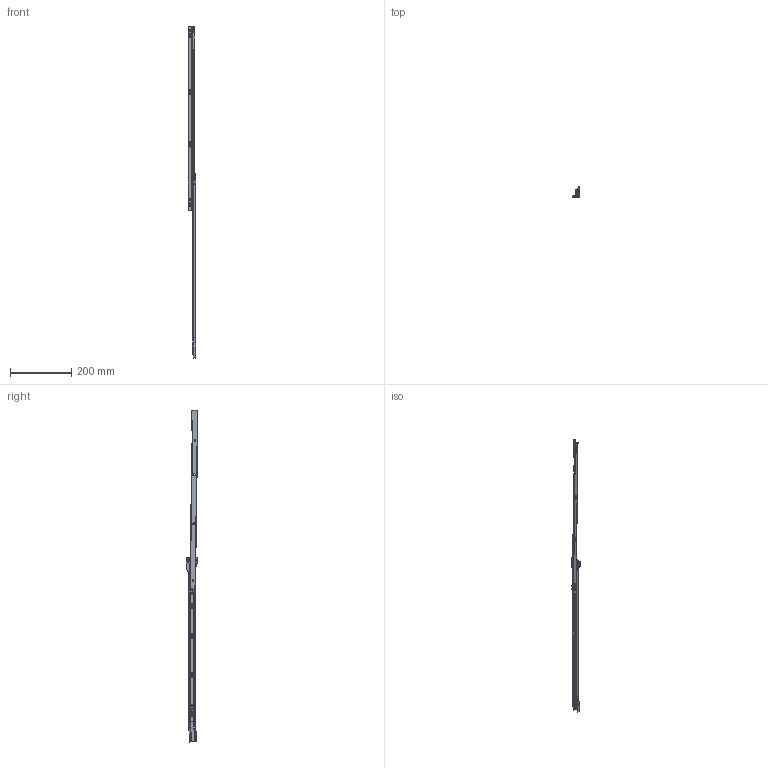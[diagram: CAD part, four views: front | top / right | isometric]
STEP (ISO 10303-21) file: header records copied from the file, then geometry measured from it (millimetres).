
FILE_DESCRIPTION (( 'STEP AP214' ), '1' );
FILE_NAME ('FR_1921.0600mm_24inch_open_right.STEP', '2022-11-07T06:44:02', ( '' ), ( '' ), 'SwSTEP 2.0', 'SolidWorks 2020', '' );
FILE_SCHEMA (( 'AUTOMOTIVE_DESIGN' ));
Length unit declared in the file: millimetre
Products named in the file (9): 1921.XXX-01.C022 RIGHT_NL  600; 1921 CABINET ROLLER; 1921 CABINET RIVET; 1921.XXX-03.C022 RIGHT_NL  600; FR_1921.0600mm_24inch_open_right; 1921 DRAWER RIVET; 1921 DRAWER ROLLER
Assembly tree (8 placements, depth 3):
  FR_1921.0600mm_24inch_open_right
    1921.XXX-01.C022 RIGHT_NL  600
      1921.XXX-01.C022 RIGHT_NL  600
      1921 CABINET RIVET
      1921 CABINET ROLLER
    1921.XXX-03.C022 RIGHT_NL  600
      1921.XXX-03.C022 RIGHT_NL  600
      1921 DRAWER RIVET
      1921 DRAWER ROLLER
Bounding box: 24.3 x 38.87 x 1081.04 mm (x, y, z)
Volume: 57093.9 mm3; surface area: 99058 mm2
Topology: 6 solids, 6 shells, 411 faces, 1038 edges, 644 vertices
Faces by surface type: cylinder 179, plane 125, cone 54, torus 27, bspline 22, sphere 4
Entity records: 14818 total; most frequent: CARTESIAN_POINT 4610, DIRECTION 2109, ORIENTED_EDGE 2048, EDGE_CURVE 1024, AXIS2_PLACEMENT_3D 804, VERTEX_POINT 640, LINE 501, VECTOR 501
